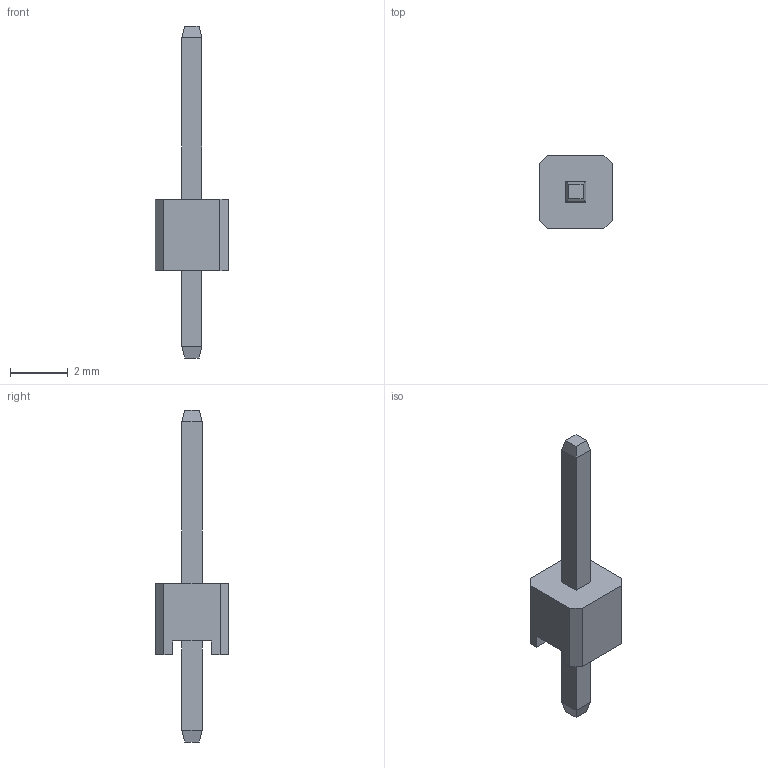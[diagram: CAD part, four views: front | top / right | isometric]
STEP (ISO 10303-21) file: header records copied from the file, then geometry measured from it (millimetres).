
FILE_DESCRIPTION (( 'STEP AP214' ), '1' );
FILE_NAME ('HDR2.54-M-LI-1X1P.step', '2022-07-02T13:30:09', ( '' ), ( '' ), 'SwSTEP 2.0', 'SolidWorks 2020', '' );
FILE_SCHEMA (( 'AUTOMOTIVE_DESIGN' ));
Length unit declared in the file: millimetre
Products named in the file (1): HDR2.54-M-LI-1X1P
Bounding box: 2.55 x 2.54 x 11.5 mm (x, y, z)
Volume: 18.4 mm3; surface area: 63 mm2
Topology: 1 solids, 1 shells, 315 faces, 847 edges, 562 vertices
Faces by surface type: plane 203, bspline 112
Entity records: 14448 total; most frequent: CARTESIAN_POINT 3829, ORIENTED_EDGE 1694, DIRECTION 1027, EDGE_CURVE 847, VECTOR 619, LINE 619, VERTEX_POINT 562, EDGE_LOOP 343
